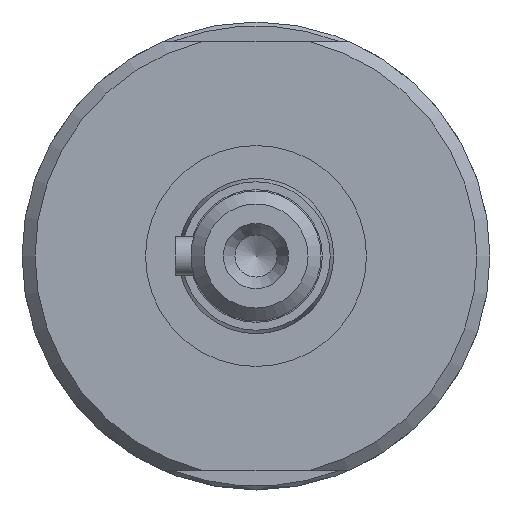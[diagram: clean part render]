
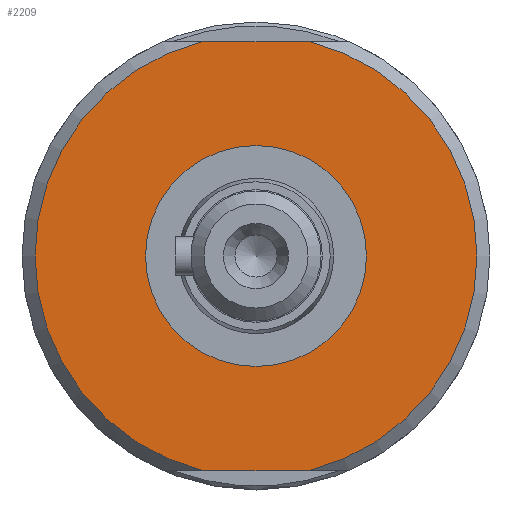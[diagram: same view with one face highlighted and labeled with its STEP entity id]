
A CAD part, left-side view. The second image highlights one B-rep face of the part: STEP entity #2209.
In plain terms, the highlighted planar face has unit normal (-1, 0, 0).
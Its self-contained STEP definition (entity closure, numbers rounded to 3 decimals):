
#270=LINE('',#3585,#481);
#275=LINE('',#3621,#486);
#481=VECTOR('',#2830,10.);
#486=VECTOR('',#2841,10.);
#622=FACE_BOUND('',#853,.T.);
#722=FACE_OUTER_BOUND('',#852,.T.);
#852=EDGE_LOOP('',(#1922,#1923,#1924,#1925));
#853=EDGE_LOOP('',(#1926));
#907=CIRCLE('',#2368,17.);
#912=CIRCLE('',#2376,17.);
#914=CIRCLE('',#2380,8.5);
#1092=VERTEX_POINT('',#3580);
#1093=VERTEX_POINT('',#3584);
#1099=VERTEX_POINT('',#3602);
#1103=VERTEX_POINT('',#3617);
#1104=VERTEX_POINT('',#3635);
#1365=EDGE_CURVE('',#1093,#1092,#270,.T.);
#1377=EDGE_CURVE('',#1099,#1103,#275,.T.);
#1378=EDGE_CURVE('',#1093,#1103,#907,.T.);
#1383=EDGE_CURVE('',#1099,#1092,#912,.T.);
#1385=EDGE_CURVE('',#1104,#1104,#914,.T.);
#1922=ORIENTED_EDGE('',*,*,#1365,.T.);
#1923=ORIENTED_EDGE('',*,*,#1383,.F.);
#1924=ORIENTED_EDGE('',*,*,#1377,.T.);
#1925=ORIENTED_EDGE('',*,*,#1378,.F.);
#1926=ORIENTED_EDGE('',*,*,#1385,.T.);
#2107=PLANE('',#2379);
#2209=ADVANCED_FACE('',(#722,#622),#2107,.T.);
#2368=AXIS2_PLACEMENT_3D('',#3623,#2844,#2845);
#2376=AXIS2_PLACEMENT_3D('',#3631,#2860,#2861);
#2379=AXIS2_PLACEMENT_3D('',#3634,#2866,#2867);
#2380=AXIS2_PLACEMENT_3D('',#3636,#2868,#2869);
#2830=DIRECTION('',(0.,-1.,0.));
#2841=DIRECTION('',(0.,1.,0.));
#2844=DIRECTION('center_axis',(1.,0.,0.));
#2845=DIRECTION('ref_axis',(0.,-1.,0.));
#2860=DIRECTION('center_axis',(1.,0.,0.));
#2861=DIRECTION('ref_axis',(0.,-1.,0.));
#2866=DIRECTION('center_axis',(-1.,0.,0.));
#2867=DIRECTION('ref_axis',(0.,0.,1.));
#2868=DIRECTION('center_axis',(1.,0.,0.));
#2869=DIRECTION('ref_axis',(0.,1.,0.));
#3580=CARTESIAN_POINT('',(-82.,-4.093,-16.5));
#3584=CARTESIAN_POINT('',(-82.,4.093,-16.5));
#3585=CARTESIAN_POINT('',(-82.,0.903,-16.5));
#3602=CARTESIAN_POINT('',(-82.,-4.093,16.5));
#3617=CARTESIAN_POINT('',(-82.,4.093,16.5));
#3621=CARTESIAN_POINT('',(-82.,8.097,16.5));
#3623=CARTESIAN_POINT('Origin',(-82.,0.,
0.));
#3631=CARTESIAN_POINT('Origin',(-82.,0.,
0.));
#3634=CARTESIAN_POINT('Origin',(-82.,9.,0.));
#3635=CARTESIAN_POINT('',(-82.,-8.5,0.));
#3636=CARTESIAN_POINT('Origin',(-82.,0.,
0.));
